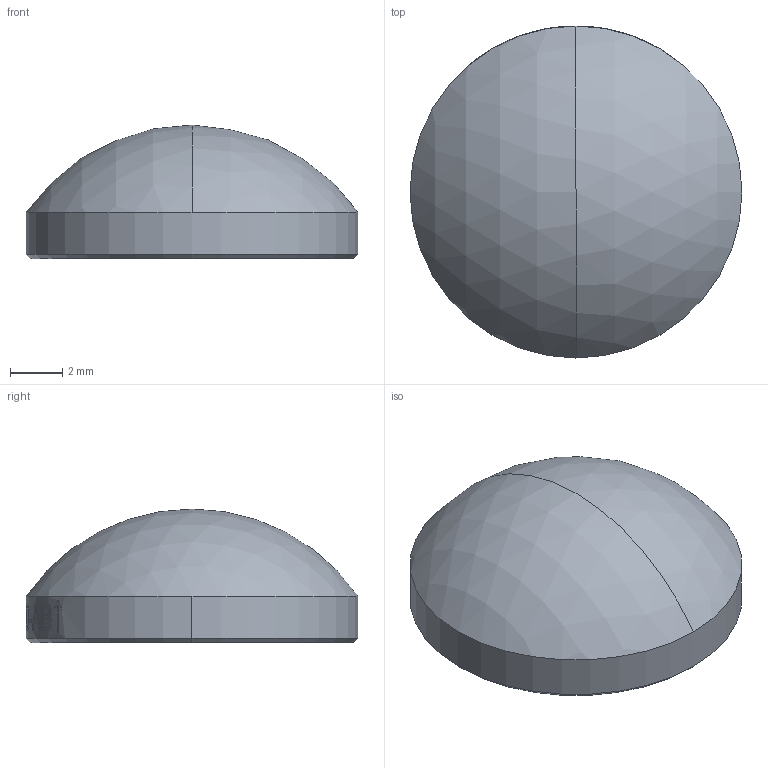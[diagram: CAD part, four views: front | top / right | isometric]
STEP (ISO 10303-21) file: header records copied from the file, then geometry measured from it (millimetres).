
FILE_DESCRIPTION (( 'STEP AP203' ), '1' );
FILE_NAME ('TTN195790-E0W.STEP', '2020-03-16T23:07:39', ( '' ), ( '' ), 'SwSTEP 2.0', 'SolidWorks 2018', '' );
FILE_SCHEMA (( 'CONFIG_CONTROL_DESIGN' ));
Length unit declared in the file: inch
Products named in the file (1): TTN195790-E0W
Bounding box: 12.7 x 12.7 x 5.12 mm (x, y, z)
Volume: 456.4 mm3; surface area: 355.4 mm2
Topology: 1 solids, 1 shells, 23 faces, 126 edges, 121 vertices
Faces by surface type: cylinder 18, cone 2, sphere 2, plane 1
Entity records: 1938 total; most frequent: CARTESIAN_POINT 853, ORIENTED_EDGE 252, DIRECTION 160, EDGE_CURVE 126, VERTEX_POINT 121, AXIS2_PLACEMENT_3D 67, B_SPLINE_CURVE_WITH_KNOTS 57, CIRCLE 43
